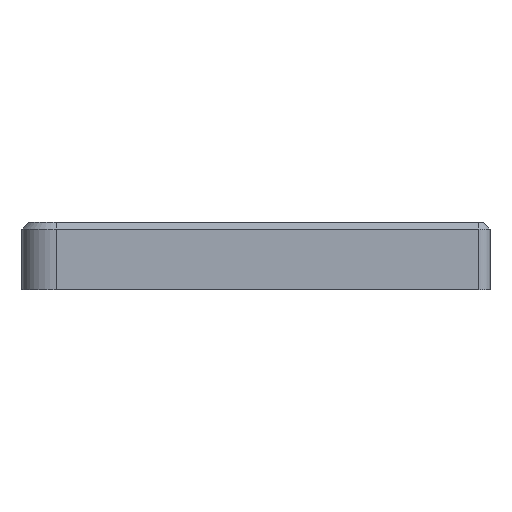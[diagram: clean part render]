
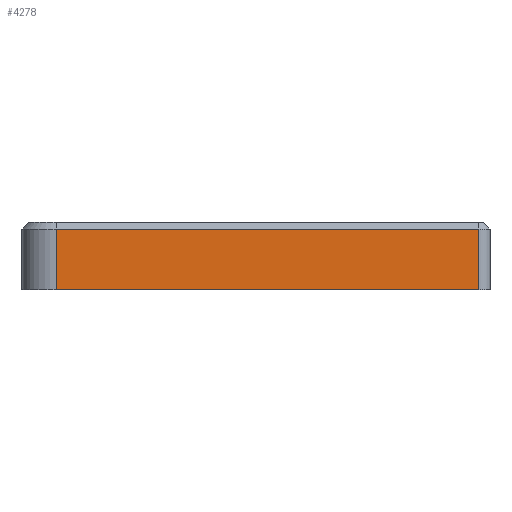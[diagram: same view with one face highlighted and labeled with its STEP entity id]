
A CAD part, left-side view. The second image highlights one B-rep face of the part: STEP entity #4278.
In plain terms, the highlighted planar face has unit normal (-1, 0, 0).
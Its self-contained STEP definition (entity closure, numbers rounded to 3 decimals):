
#132=PLANE('',#4608);
#337=FACE_OUTER_BOUND('',#604,.T.);
#604=EDGE_LOOP('',(#3273,#3274,#3275,#3276));
#900=LINE('',#6358,#1400);
#942=LINE('',#6480,#1442);
#957=LINE('',#6518,#1457);
#958=LINE('',#6520,#1458);
#1400=VECTOR('',#5079,10.);
#1442=VECTOR('',#5197,10.);
#1457=VECTOR('',#5246,10.);
#1458=VECTOR('',#5249,10.);
#2047=VERTEX_POINT('',#6355);
#2048=VERTEX_POINT('',#6357);
#2089=VERTEX_POINT('',#6474);
#2090=VERTEX_POINT('',#6478);
#2459=EDGE_CURVE('',#2047,#2048,#900,.T.);
#2519=EDGE_CURVE('',#2089,#2090,#942,.T.);
#2539=EDGE_CURVE('',#2090,#2047,#957,.T.);
#2540=EDGE_CURVE('',#2048,#2089,#958,.T.);
#3273=ORIENTED_EDGE('',*,*,#2519,.F.);
#3274=ORIENTED_EDGE('',*,*,#2540,.F.);
#3275=ORIENTED_EDGE('',*,*,#2459,.F.);
#3276=ORIENTED_EDGE('',*,*,#2539,.F.);
#4278=ADVANCED_FACE('',(#337),#132,.T.);
#4608=AXIS2_PLACEMENT_3D('',#6519,#5247,#5248);
#5079=DIRECTION('',(0.,1.,0.));
#5197=DIRECTION('',(0.,-1.,0.));
#5246=DIRECTION('',(0.,0.,-1.));
#5247=DIRECTION('center_axis',(-1.,0.,0.));
#5248=DIRECTION('ref_axis',(0.,1.,0.));
#5249=DIRECTION('',(0.,0.,1.));
#6355=CARTESIAN_POINT('',(-86.756,-12.083,-1.2));
#6357=CARTESIAN_POINT('',(-86.756,49.273,-1.2));
#6358=CARTESIAN_POINT('',(-86.756,-13.283,-1.2));
#6474=CARTESIAN_POINT('',(-86.756,49.273,7.6));
#6478=CARTESIAN_POINT('',(-86.756,-12.083,7.6));
#6480=CARTESIAN_POINT('',(-86.756,12.106,7.6));
#6518=CARTESIAN_POINT('',(-86.756,-12.083,8.6));
#6519=CARTESIAN_POINT('Origin',(-86.756,-0.283,3.8));
#6520=CARTESIAN_POINT('',(-86.756,49.273,3.8));
